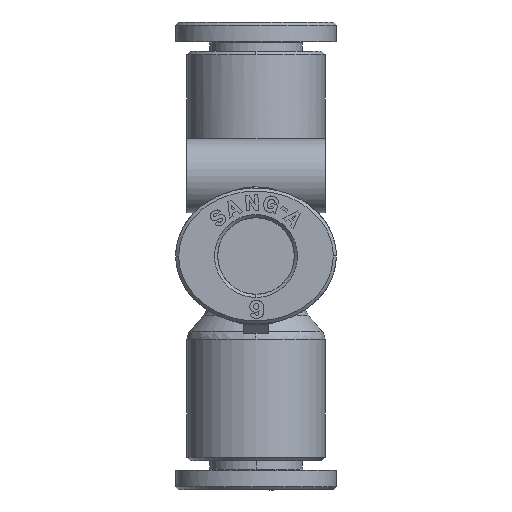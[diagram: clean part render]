
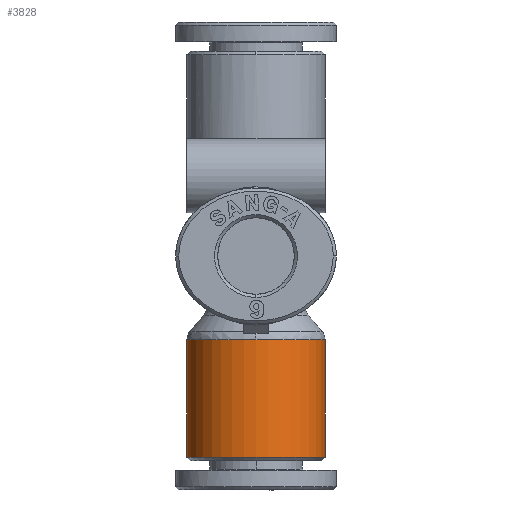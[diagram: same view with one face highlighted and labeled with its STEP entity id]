
A CAD part, left-side view. The second image highlights one B-rep face of the part: STEP entity #3828.
In plain terms, the highlighted cylindrical face has radius 5.6 mm (diameter 11.2 mm), a partial arc.
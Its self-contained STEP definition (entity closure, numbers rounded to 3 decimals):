
#696 = ORIENTED_EDGE ( 'NONE', *, *, #23852, .T. ) ;
#867 = CARTESIAN_POINT ( 'NONE',  ( 0.282, -5.6, -16.516 ) ) ;
#1002 = CARTESIAN_POINT ( 'NONE',  ( 0.282, 0., -6.981 ) ) ;
#1047 = LINE ( 'NONE', #34675, #26870 ) ;
#1320 = CYLINDRICAL_SURFACE ( 'NONE', #6422, 5.6 ) ;
#1395 = EDGE_CURVE ( 'NONE', #8892, #11427, #1047, .T. ) ;
#2950 = EDGE_CURVE ( 'NONE', #11427, #21941, #21462, .T. ) ;
#3828 = ADVANCED_FACE ( 'NONE', ( #10940 ), #1320, .T. ) ;
#4732 = EDGE_CURVE ( 'NONE', #21941, #21163, #25763, .T. ) ;
#4968 = DIRECTION ( 'NONE',  ( 0., 0., -1. ) ) ;
#6239 = CARTESIAN_POINT ( 'NONE',  ( 0.282, -5.6, -6.981 ) ) ;
#6422 = AXIS2_PLACEMENT_3D ( 'NONE', #34885, #18199, #13570 ) ;
#7018 = VERTEX_POINT ( 'NONE', #22941 ) ;
#7424 = CARTESIAN_POINT ( 'NONE',  ( 0.282, 0., -16.516 ) ) ;
#7897 = AXIS2_PLACEMENT_3D ( 'NONE', #7424, #35109, #10343 ) ;
#8892 = VERTEX_POINT ( 'NONE', #867 ) ;
#10343 = DIRECTION ( 'NONE',  ( 0., -1., 0. ) ) ;
#10940 = FACE_OUTER_BOUND ( 'NONE', #27456, .T. ) ;
#11427 = VERTEX_POINT ( 'NONE', #6239 ) ;
#12263 = DIRECTION ( 'NONE',  ( 0., -1., 0. ) ) ;
#13069 = DIRECTION ( 'NONE',  ( 0., -1., 0. ) ) ;
#13427 = CARTESIAN_POINT ( 'NONE',  ( 0.282, 0., -6.981 ) ) ;
#13526 = AXIS2_PLACEMENT_3D ( 'NONE', #1002, #20567, #12263 ) ;
#13570 = DIRECTION ( 'NONE',  ( 0., -1., 0. ) ) ;
#14071 = ORIENTED_EDGE ( 'NONE', *, *, #4732, .T. ) ;
#14200 = CARTESIAN_POINT ( 'NONE',  ( -5.318, 0., -6.981 ) ) ;
#14341 = VECTOR ( 'NONE', #25591, 1000. ) ;
#15658 = ORIENTED_EDGE ( 'NONE', *, *, #2950, .T. ) ;
#16524 = AXIS2_PLACEMENT_3D ( 'NONE', #13427, #4968, #13069 ) ;
#18199 = DIRECTION ( 'NONE',  ( 0., 0., 1. ) ) ;
#20567 = DIRECTION ( 'NONE',  ( 0., 0., -1. ) ) ;
#20812 = ORIENTED_EDGE ( 'NONE', *, *, #1395, .T. ) ;
#21163 = VERTEX_POINT ( 'NONE', #24136 ) ;
#21462 = CIRCLE ( 'NONE', #16524, 5.6 ) ;
#21941 = VERTEX_POINT ( 'NONE', #14200 ) ;
#22941 = CARTESIAN_POINT ( 'NONE',  ( 0.282, 5.6, -16.516 ) ) ;
#23817 = ORIENTED_EDGE ( 'NONE', *, *, #29842, .F. ) ;
#23852 = EDGE_CURVE ( 'NONE', #7018, #8892, #29538, .T. ) ;
#23890 = LINE ( 'NONE', #25833, #14341 ) ;
#24136 = CARTESIAN_POINT ( 'NONE',  ( 0.282, 5.6, -6.981 ) ) ;
#25591 = DIRECTION ( 'NONE',  ( 0., 0., 1. ) ) ;
#25763 = CIRCLE ( 'NONE', #13526, 5.6 ) ;
#25833 = CARTESIAN_POINT ( 'NONE',  ( 0.282, 5.6, -10.916 ) ) ;
#26870 = VECTOR ( 'NONE', #28826, 1000. ) ;
#27456 = EDGE_LOOP ( 'NONE', ( #23817, #696, #20812, #15658, #14071 ) ) ;
#28826 = DIRECTION ( 'NONE',  ( 0., 0., 1. ) ) ;
#29538 = CIRCLE ( 'NONE', #7897, 5.6 ) ;
#29842 = EDGE_CURVE ( 'NONE', #7018, #21163, #23890, .T. ) ;
#34675 = CARTESIAN_POINT ( 'NONE',  ( 0.282, -5.6, -10.916 ) ) ;
#34885 = CARTESIAN_POINT ( 'NONE',  ( 0.282, 0., -10.916 ) ) ;
#35109 = DIRECTION ( 'NONE',  ( 0., 0., 1. ) ) ;
